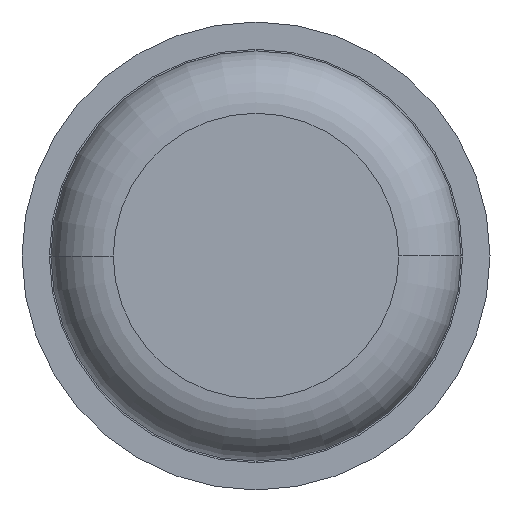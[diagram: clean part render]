
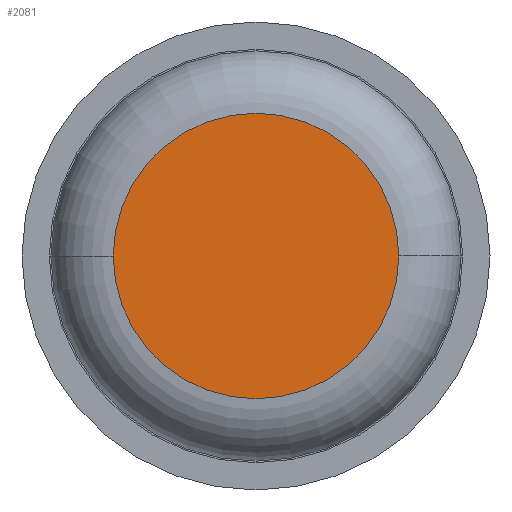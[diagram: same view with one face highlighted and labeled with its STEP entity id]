
A CAD part, front view. The second image highlights one B-rep face of the part: STEP entity #2081.
In plain terms, the highlighted planar face has unit normal (0, -1, 0).
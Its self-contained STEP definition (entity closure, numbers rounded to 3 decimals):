
#31 = FACE_OUTER_BOUND ( 'NONE', #2207, .T. ) ;
#71 = PLANE ( 'NONE',  #4332 ) ;
#87 = CARTESIAN_POINT ( 'NONE',  ( 0., 0., 0. ) ) ;
#273 = EDGE_CURVE ( 'Defeature ausgef�hrt1_6+Defeature ausgef�hrt1_7+Defeature ausgef�hrt1_7+Defeature ausgef�hrt1_7', #3061, #2844, #3995, .T. ) ;
#282 = CARTESIAN_POINT ( 'NONE',  ( 0., 0., 0. ) ) ;
#360 = CIRCLE ( 'NONE', #3155, 0.915 ) ;
#873 = ORIENTED_EDGE ( 'NONE', *, *, #273, .T. ) ;
#995 = DIRECTION ( 'NONE',  ( 0., -1., 0. ) ) ;
#1125 = DIRECTION ( 'NONE',  ( -1., 0., 0. ) ) ;
#1837 = DIRECTION ( 'NONE',  ( 0., 1., 0. ) ) ;
#2081 = ADVANCED_FACE ( 'Defeature ausgef�hrt1_6', ( #31 ), #71, .F. ) ;
#2207 = EDGE_LOOP ( 'NONE', ( #873, #2918 ) ) ;
#2488 = CARTESIAN_POINT ( 'NONE',  ( 0., 0., 0. ) ) ;
#2608 = EDGE_CURVE ( 'Defeature ausgef�hrt1_6+Defeature ausgef�hrt1_7+Defeature ausgef�hrt1_7+Defeature ausgef�hrt1_7', #2844, #3061, #360, .T. ) ;
#2844 = VERTEX_POINT ( 'NONE', #2994 ) ;
#2918 = ORIENTED_EDGE ( 'NONE', *, *, #2608, .T. ) ;
#2994 = CARTESIAN_POINT ( 'NONE',  ( 0.915, 0., 0. ) ) ;
#3061 = VERTEX_POINT ( 'NONE', #3517 ) ;
#3155 = AXIS2_PLACEMENT_3D ( 'NONE', #282, #995, #4059 ) ;
#3517 = CARTESIAN_POINT ( 'NONE',  ( -0.915, 0., 0. ) ) ;
#3890 = DIRECTION ( 'NONE',  ( 0., -1., 0. ) ) ;
#3995 = CIRCLE ( 'NONE', #4083, 0.915 ) ;
#4059 = DIRECTION ( 'NONE',  ( -1., 0., 0. ) ) ;
#4083 = AXIS2_PLACEMENT_3D ( 'NONE', #87, #3890, #1125 ) ;
#4324 = DIRECTION ( 'NONE',  ( -1., 0., 0. ) ) ;
#4332 = AXIS2_PLACEMENT_3D ( 'NONE', #2488, #1837, #4324 ) ;
